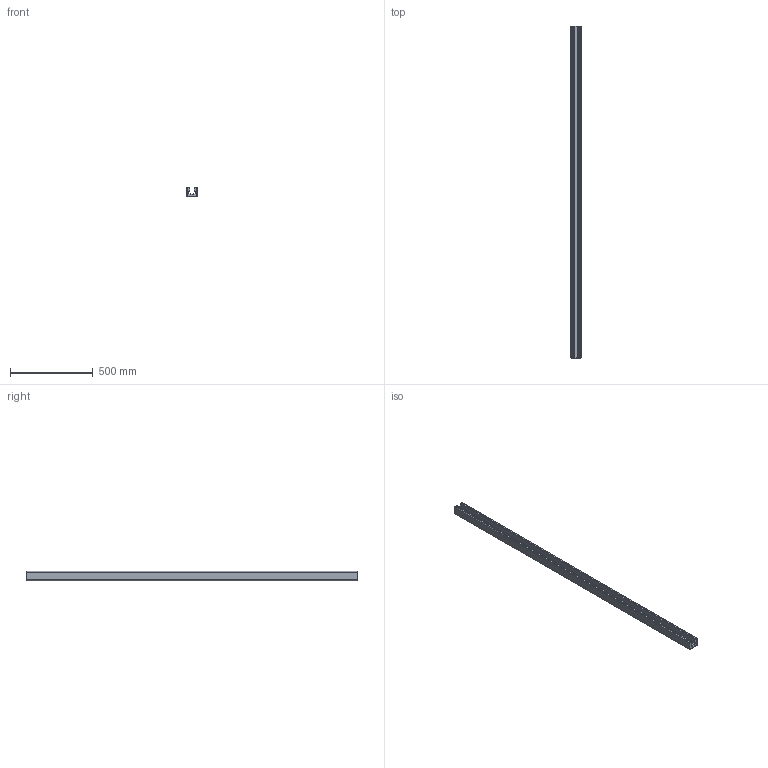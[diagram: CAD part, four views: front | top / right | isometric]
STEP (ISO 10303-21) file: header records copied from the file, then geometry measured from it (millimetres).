
FILE_DESCRIPTION(('STEP AP214'),'1');
FILE_NAME('cctmp_7372749D-068F-4B7A-98F6-603B85D1F7AE_2023_6_20_10_1_33_886..stp','2023-06-20T08:01:33',('Murtfeldt Kunststoffe GmbH & Co.KG'),('CADClick - www.CADClick.com'),'Spatial InterOp 3D',' ','unknown authorization');
FILE_SCHEMA(('AUTOMOTIVE_DESIGN'));
Length unit declared in the file: millimetre
Products named in the file (3): 221420009
Assembly tree (2 placements, depth 2):
  (unnamed)
    221420009
    221420009
Bounding box: 65 x 2000 x 55 mm (x, y, z)
Volume: 4678657.3 mm3; surface area: 1388247.4 mm2
Topology: 2 solids, 2 shells, 48 faces, 132 edges, 88 vertices
Faces by surface type: plane 40, cylinder 8
Entity records: 1976 total; most frequent: CARTESIAN_POINT 271, ORIENTED_EDGE 264, DIRECTION 250, EDGE_CURVE 132, LINE 116, VECTOR 116, VERTEX_POINT 88, AXIS2_PLACEMENT_3D 67
